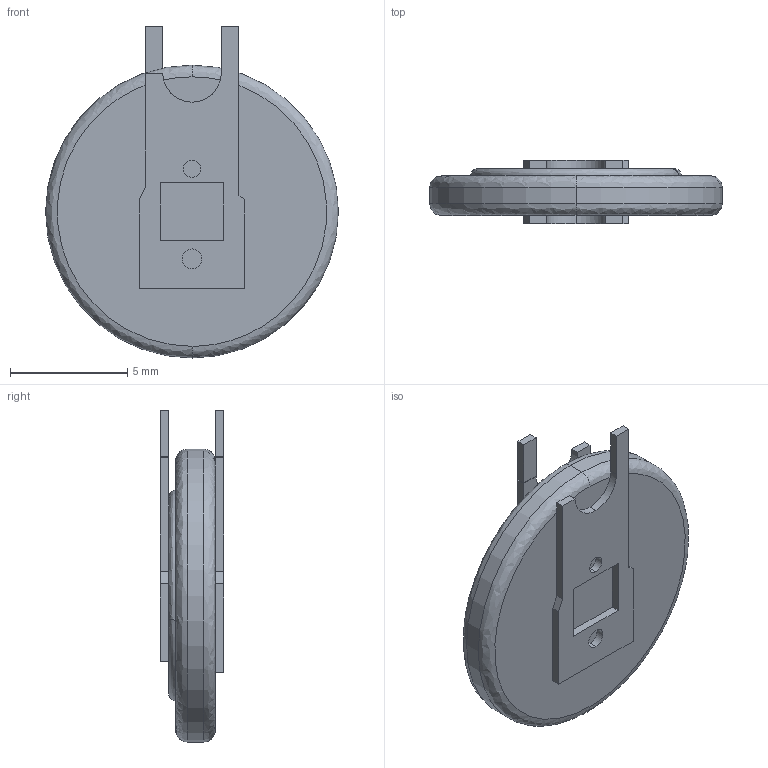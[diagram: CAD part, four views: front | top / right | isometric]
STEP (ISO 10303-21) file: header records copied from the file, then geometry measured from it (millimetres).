
FILE_DESCRIPTION (( 'STEP AP214' ), '1' );
FILE_NAME ('VC1220.STEP', '2018-12-27T22:29:15', ( '' ), ( '' ), 'SwSTEP 2.0', 'SolidWorks 2014', '' );
FILE_SCHEMA (( 'AUTOMOTIVE_DESIGN' ));
Length unit declared in the file: millimetre
Products named in the file (1): VC1220
Bounding box: 12.5 x 2.7 x 14.17 mm (x, y, z)
Volume: 243.1 mm3; surface area: 351.1 mm2
Topology: 2 solids, 2 shells, 67 faces, 158 edges, 102 vertices
Faces by surface type: plane 48, cylinder 13, bspline 6
Entity records: 2348 total; most frequent: CARTESIAN_POINT 466, ORIENTED_EDGE 316, DIRECTION 306, EDGE_CURVE 158, LINE 110, VECTOR 110, VERTEX_POINT 102, AXIS2_PLACEMENT_3D 98
